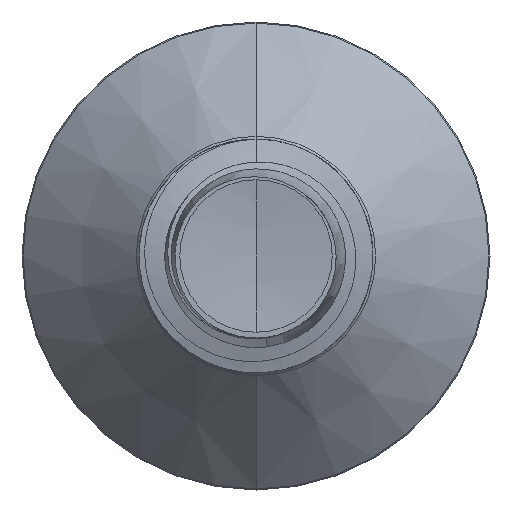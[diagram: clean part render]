
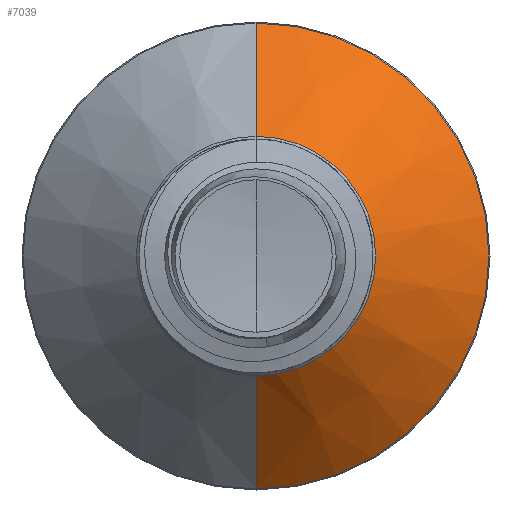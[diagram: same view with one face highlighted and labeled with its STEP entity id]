
A CAD part, front view. The second image highlights one B-rep face of the part: STEP entity #7039.
In plain terms, the highlighted conical face has half-angle 45 degrees and reference radius 2.302 mm.
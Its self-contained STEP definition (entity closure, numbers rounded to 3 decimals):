
#233 = EDGE_CURVE ( 'NONE', #8739, #18983, #6449, .T. ) ;
#440 = CARTESIAN_POINT ( 'NONE',  ( 0., 7.102, 0. ) ) ;
#1560 = DIRECTION ( 'NONE',  ( 0., 1., 0. ) ) ;
#1586 = CARTESIAN_POINT ( 'NONE',  ( 0., 7.102, 0. ) ) ;
#1658 = CONICAL_SURFACE ( 'NONE', #18847, 2.302, 0.785 ) ;
#2200 = DIRECTION ( 'NONE',  ( 0., 1., 0. ) ) ;
#2303 = CARTESIAN_POINT ( 'NONE',  ( 0., 9.28, -4.48 ) ) ;
#2433 = VECTOR ( 'NONE', #19407, 1000. ) ;
#4563 = VECTOR ( 'NONE', #8156, 1000. ) ;
#4731 = CARTESIAN_POINT ( 'NONE',  ( 0., 7.102, -2.302 ) ) ;
#4783 = CARTESIAN_POINT ( 'NONE',  ( 0., 7.102, 2.302 ) ) ;
#6449 = CIRCLE ( 'NONE', #14928, 2.302 ) ;
#6848 = VERTEX_POINT ( 'NONE', #20090 ) ;
#7039 = ADVANCED_FACE ( 'NONE', ( #16612 ), #1658, .T. ) ;
#8156 = DIRECTION ( 'NONE',  ( 0., 0.707, 0.707 ) ) ;
#8739 = VERTEX_POINT ( 'NONE', #4783 ) ;
#8970 = LINE ( 'NONE', #21420, #4563 ) ;
#9976 = CARTESIAN_POINT ( 'NONE',  ( 0., 9.28, 0. ) ) ;
#10522 = DIRECTION ( 'NONE',  ( 0., 0., 1. ) ) ;
#11229 = DIRECTION ( 'NONE',  ( 0., 0., 1. ) ) ;
#11667 = DIRECTION ( 'NONE',  ( 0., 0., 1. ) ) ;
#12537 = EDGE_CURVE ( 'NONE', #8739, #6848, #8970, .T. ) ;
#13348 = VERTEX_POINT ( 'NONE', #2303 ) ;
#13420 = ORIENTED_EDGE ( 'NONE', *, *, #233, .T. ) ;
#13776 = ORIENTED_EDGE ( 'NONE', *, *, #12537, .F. ) ;
#13886 = EDGE_CURVE ( 'NONE', #18983, #13348, #19169, .T. ) ;
#14312 = AXIS2_PLACEMENT_3D ( 'NONE', #9976, #21623, #11667 ) ;
#14325 = EDGE_CURVE ( 'NONE', #6848, #13348, #19704, .T. ) ;
#14435 = CARTESIAN_POINT ( 'NONE',  ( 0., 7.102, -2.302 ) ) ;
#14928 = AXIS2_PLACEMENT_3D ( 'NONE', #1586, #1560, #11229 ) ;
#15608 = EDGE_LOOP ( 'NONE', ( #13420, #20870, #21311, #13776 ) ) ;
#16612 = FACE_OUTER_BOUND ( 'NONE', #15608, .T. ) ;
#18847 = AXIS2_PLACEMENT_3D ( 'NONE', #440, #2200, #10522 ) ;
#18983 = VERTEX_POINT ( 'NONE', #4731 ) ;
#19169 = LINE ( 'NONE', #14435, #2433 ) ;
#19407 = DIRECTION ( 'NONE',  ( 0., 0.707, -0.707 ) ) ;
#19704 = CIRCLE ( 'NONE', #14312, 4.48 ) ;
#20090 = CARTESIAN_POINT ( 'NONE',  ( 0., 9.28, 4.48 ) ) ;
#20870 = ORIENTED_EDGE ( 'NONE', *, *, #13886, .T. ) ;
#21311 = ORIENTED_EDGE ( 'NONE', *, *, #14325, .F. ) ;
#21420 = CARTESIAN_POINT ( 'NONE',  ( 0., 7.102, 2.302 ) ) ;
#21623 = DIRECTION ( 'NONE',  ( 0., 1., 0. ) ) ;
